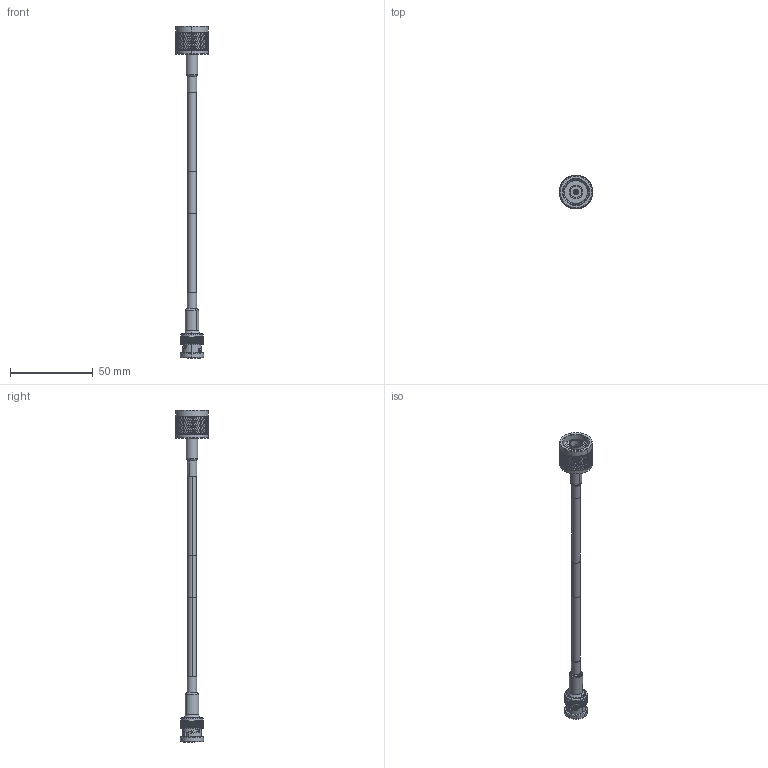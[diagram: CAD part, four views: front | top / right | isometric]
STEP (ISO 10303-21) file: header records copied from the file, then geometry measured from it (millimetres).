
FILE_DESCRIPTION (( 'STEP AP214' ), '1' );
FILE_NAME ('FMC00212_3D.step', '2024-01-26T20:39:40', ( '' ), ( '' ), 'SwSTEP 2.0', 'SolidWorks 2022', '' );
FILE_SCHEMA (( 'AUTOMOTIVE_DESIGN' ));
Length unit declared in the file: inch
Products named in the file (6): HeatShrink-RG142; RG142_WITH LABEL; SC6023; SC4263_SC 4263 -RG223; FMC00212_3D; HeatShrink-RG195
Assembly tree (5 placements, depth 2):
  FMC00212_3D
    HeatShrink-RG195
    HeatShrink-RG142
    RG142_WITH LABEL
    SC4263_SC 4263 -RG223
    SC6023
Bounding box: 20.32 x 20.32 x 200.56 mm (x, y, z)
Volume: 8977.2 mm3; surface area: 10825.4 mm2
Topology: 7 solids, 8 shells, 2812 faces, 6039 edges, 3260 vertices
Faces by surface type: bspline 1807, cylinder 629, plane 180, cone 176, torus 20
Entity records: 105967 total; most frequent: CARTESIAN_POINT 65267, ORIENTED_EDGE 12074, EDGE_CURVE 6037, DIRECTION 3808, VERTEX_POINT 3260, EDGE_LOOP 2845, FACE_OUTER_BOUND 2812, ADVANCED_FACE 2812
